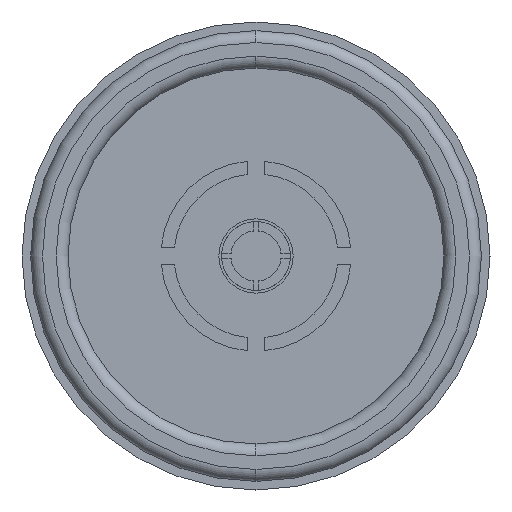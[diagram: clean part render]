
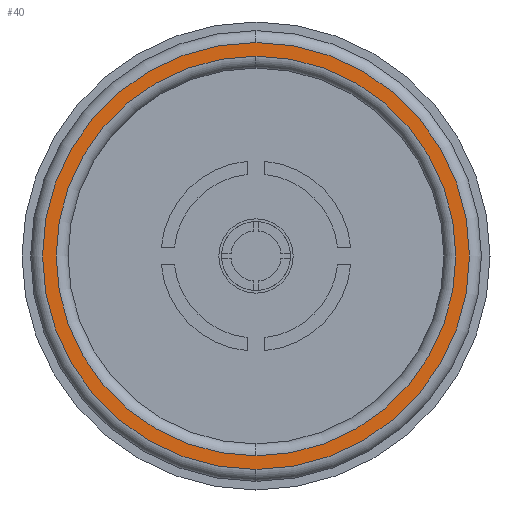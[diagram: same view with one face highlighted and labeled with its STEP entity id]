
A CAD part, left-side view. The second image highlights one B-rep face of the part: STEP entity #40.
In plain terms, the highlighted face is planar.
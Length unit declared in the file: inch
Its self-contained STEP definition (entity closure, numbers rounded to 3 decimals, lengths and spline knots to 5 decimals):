
#37 = EDGE_CURVE ( 'NONE', #2430, #2619, #487, .T. ) ;
#39 = ORIENTED_EDGE ( 'NONE', *, *, #2569, .T. ) ;
#40 = ADVANCED_FACE ( 'NONE', ( #474, #473 ), #478, .F. ) ;
#41 = ORIENTED_EDGE ( 'NONE', *, *, #79, .T. ) ;
#42 = EDGE_LOOP ( 'NONE', ( #43, #46 ) ) ;
#43 = ORIENTED_EDGE ( 'NONE', *, *, #37, .T. ) ;
#46 = ORIENTED_EDGE ( 'NONE', *, *, #2556, .T. ) ;
#77 = EDGE_LOOP ( 'NONE', ( #39, #41 ) ) ;
#79 = EDGE_CURVE ( 'NONE', #2570, #2555, #305, .T. ) ;
#257 = DIRECTION ( 'NONE',  ( 1., 0., 0. ) ) ;
#258 = DIRECTION ( 'NONE',  ( 0., 0., 1. ) ) ;
#262 = DIRECTION ( 'NONE',  ( 1., 0., 0. ) ) ;
#263 = DIRECTION ( 'NONE',  ( 0., 0., -1. ) ) ;
#264 = CARTESIAN_POINT ( 'NONE',  ( 0., 0., -0.846 ) ) ;
#265 = AXIS2_PLACEMENT_3D ( 'NONE', #264, #263, #262 ) ;
#297 = DIRECTION ( 'NONE',  ( 1., 0., 0. ) ) ;
#298 = DIRECTION ( 'NONE',  ( 0., 0., 1. ) ) ;
#299 = CARTESIAN_POINT ( 'NONE',  ( 0., 0., -0.846 ) ) ;
#300 = AXIS2_PLACEMENT_3D ( 'NONE', #299, #298, #297 ) ;
#305 = CIRCLE ( 'NONE', #300, 0.336 ) ;
#473 = FACE_OUTER_BOUND ( 'NONE', #42, .T. ) ;
#474 = FACE_BOUND ( 'NONE', #77, .T. ) ;
#475 = CARTESIAN_POINT ( 'NONE',  ( 0., 0., -0.846 ) ) ;
#478 = PLANE ( 'NONE',  #479 ) ;
#479 = AXIS2_PLACEMENT_3D ( 'NONE', #475, #258, #257 ) ;
#487 = CIRCLE ( 'NONE', #265, 0.359 ) ;
#1409 = CARTESIAN_POINT ( 'NONE',  ( 0.359, 0., -0.846 ) ) ;
#1488 = CARTESIAN_POINT ( 'NONE',  ( -0.336, 0., -0.846 ) ) ;
#1489 = DIRECTION ( 'NONE',  ( 1., 0., 0. ) ) ;
#1490 = DIRECTION ( 'NONE',  ( 0., 0., 1. ) ) ;
#1491 = CARTESIAN_POINT ( 'NONE',  ( 0., 0., -0.846 ) ) ;
#1492 = AXIS2_PLACEMENT_3D ( 'NONE', #1491, #1490, #1489 ) ;
#1493 = CIRCLE ( 'NONE', #1492, 0.336 ) ;
#1522 = DIRECTION ( 'NONE',  ( 1., 0., 0. ) ) ;
#1523 = DIRECTION ( 'NONE',  ( 0., 0., -1. ) ) ;
#1524 = CARTESIAN_POINT ( 'NONE',  ( 0., 0., -0.846 ) ) ;
#1566 = CIRCLE ( 'NONE', #1589, 0.359 ) ;
#1589 = AXIS2_PLACEMENT_3D ( 'NONE', #1524, #1523, #1522 ) ;
#1591 = CARTESIAN_POINT ( 'NONE',  ( 0.336, 0., -0.846 ) ) ;
#1673 = CARTESIAN_POINT ( 'NONE',  ( -0.359, 0., -0.846 ) ) ;
#2430 = VERTEX_POINT ( 'NONE', #1409 ) ;
#2555 = VERTEX_POINT ( 'NONE', #1591 ) ;
#2556 = EDGE_CURVE ( 'NONE', #2619, #2430, #1566, .T. ) ;
#2569 = EDGE_CURVE ( 'NONE', #2555, #2570, #1493, .T. ) ;
#2570 = VERTEX_POINT ( 'NONE', #1488 ) ;
#2619 = VERTEX_POINT ( 'NONE', #1673 ) ;
